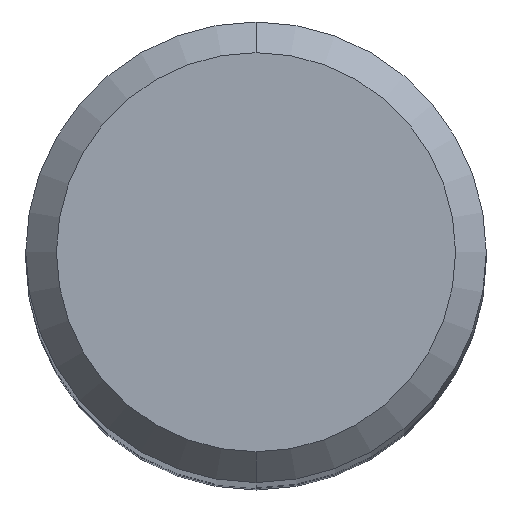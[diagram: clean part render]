
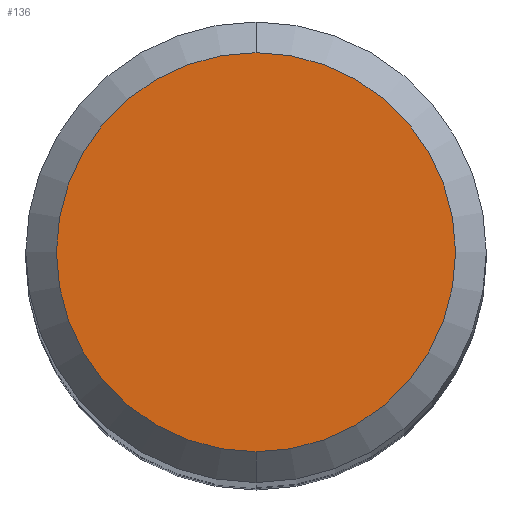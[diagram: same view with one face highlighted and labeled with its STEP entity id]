
A CAD part, top view. The second image highlights one B-rep face of the part: STEP entity #136.
In plain terms, the highlighted planar face has unit normal (0, 0, 1).
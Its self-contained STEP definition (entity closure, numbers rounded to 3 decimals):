
#102=EDGE_CURVE('',#130,#142,#239,.T.);
#130=VERTEX_POINT('',#271);
#136=ADVANCED_FACE('',(#278),#279,.T.);
#142=VERTEX_POINT('',#286);
#144=EDGE_CURVE('',#142,#130,#288,.T.);
#239=CIRCLE('',#390,2.6);
#271=CARTESIAN_POINT('',(0.0,2.6,0.01));
#278=FACE_OUTER_BOUND('',#435,.T.);
#279=PLANE('',#436);
#286=CARTESIAN_POINT('',(0.,-2.6,0.01));
#288=CIRCLE('',#447,2.6);
#390=AXIS2_PLACEMENT_3D('',#545,#546,#547);
#435=EDGE_LOOP('',(#603,#604));
#436=AXIS2_PLACEMENT_3D('',#605,#606,#607);
#447=AXIS2_PLACEMENT_3D('',#619,#620,#621);
#545=CARTESIAN_POINT('',(0.0,0.0,0.01));
#546=DIRECTION('',(0.0,0.0,-1.0));
#547=DIRECTION('',(0.0,1.0,0.0));
#603=ORIENTED_EDGE('',*,*,#102,.F.);
#604=ORIENTED_EDGE('',*,*,#144,.F.);
#605=CARTESIAN_POINT('',(0.0,1.3,0.01));
#606=DIRECTION('',(-0.0,0.0,1.0));
#607=DIRECTION('',(0.0,-1.0,0.0));
#619=CARTESIAN_POINT('',(0.0,0.0,0.01));
#620=DIRECTION('',(0.0,0.0,-1.0));
#621=DIRECTION('',(0.0,1.0,0.0));
